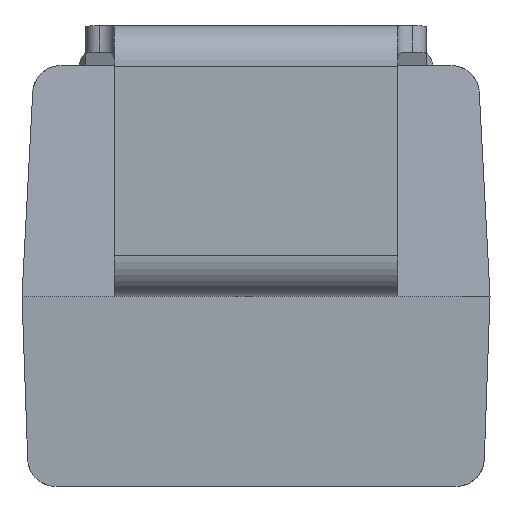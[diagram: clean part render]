
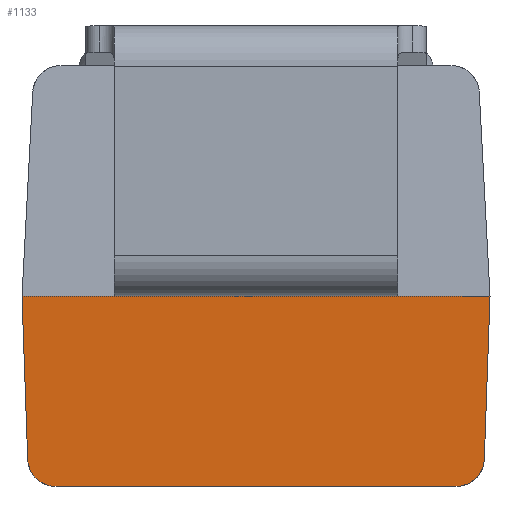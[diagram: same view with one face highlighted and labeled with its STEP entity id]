
A CAD part, front view. The second image highlights one B-rep face of the part: STEP entity #1133.
In plain terms, the highlighted planar face has unit normal (0, -0.999, -0.035).
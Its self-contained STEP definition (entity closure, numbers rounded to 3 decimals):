
#23=ELLIPSE('',#1230,0.1,0.1);
#24=ELLIPSE('',#1231,0.1,0.1);
#57=PLANE('',#1229);
#107=FACE_OUTER_BOUND('',#169,.T.);
#169=EDGE_LOOP('',(#893,#894,#895,#896,#897,#898));
#262=LINE('',#1881,#367);
#263=LINE('',#1886,#368);
#264=LINE('',#1888,#369);
#265=LINE('',#1890,#370);
#367=VECTOR('',#1463,10.);
#368=VECTOR('',#1468,10.);
#369=VECTOR('',#1469,10.);
#370=VECTOR('',#1470,10.);
#511=VERTEX_POINT('',#1875);
#513=VERTEX_POINT('',#1879);
#514=VERTEX_POINT('',#1883);
#515=VERTEX_POINT('',#1885);
#516=VERTEX_POINT('',#1887);
#517=VERTEX_POINT('',#1889);
#648=EDGE_CURVE('',#511,#513,#262,.T.);
#649=EDGE_CURVE('',#514,#513,#23,.T.);
#650=EDGE_CURVE('',#515,#514,#263,.T.);
#651=EDGE_CURVE('',#516,#515,#264,.T.);
#652=EDGE_CURVE('',#516,#517,#265,.T.);
#653=EDGE_CURVE('',#511,#517,#24,.T.);
#893=ORIENTED_EDGE('',*,*,#648,.T.);
#894=ORIENTED_EDGE('',*,*,#649,.F.);
#895=ORIENTED_EDGE('',*,*,#650,.F.);
#896=ORIENTED_EDGE('',*,*,#651,.F.);
#897=ORIENTED_EDGE('',*,*,#652,.T.);
#898=ORIENTED_EDGE('',*,*,#653,.F.);
#1133=ADVANCED_FACE('',(#107),#57,.T.);
#1229=AXIS2_PLACEMENT_3D('',#1882,#1464,#1465);
#1230=AXIS2_PLACEMENT_3D('',#1884,#1466,#1467);
#1231=AXIS2_PLACEMENT_3D('',#1891,#1471,#1472);
#1463=DIRECTION('',(1.,0.,0.));
#1464=DIRECTION('center_axis',(0.,-0.999,-0.035));
#1465=DIRECTION('ref_axis',(-1.,0.,0.));
#1466=DIRECTION('center_axis',(0.,0.999,0.035));
#1467=DIRECTION('ref_axis',(0.,0.035,-0.999));
#1468=DIRECTION('',(-0.035,0.035,-0.999));
#1469=DIRECTION('',(1.,0.,0.));
#1470=DIRECTION('',(0.035,0.035,-0.999));
#1471=DIRECTION('center_axis',(0.,0.999,0.035));
#1472=DIRECTION('ref_axis',(0.,0.035,-0.999));
#1875=CARTESIAN_POINT('',(-0.705,-1.467,-0.67));
#1879=CARTESIAN_POINT('',(0.705,-1.467,-0.67));
#1881=CARTESIAN_POINT('',(-0.413,-1.467,-0.67));
#1882=CARTESIAN_POINT('Origin',(-0.825,-1.49,0.));
#1883=CARTESIAN_POINT('',(0.805,-1.47,-0.573));
#1884=CARTESIAN_POINT('Origin',(0.705,-1.47,-0.57));
#1885=CARTESIAN_POINT('',(0.825,-1.49,0.));
#1886=CARTESIAN_POINT('',(0.824,-1.489,-0.029));
#1887=CARTESIAN_POINT('',(-0.825,-1.49,0.));
#1888=CARTESIAN_POINT('',(-0.825,-1.49,0.));
#1889=CARTESIAN_POINT('',(-0.805,-1.47,-0.573));
#1890=CARTESIAN_POINT('',(-0.823,-1.488,-0.052));
#1891=CARTESIAN_POINT('Origin',(-0.705,-1.47,-0.57));
